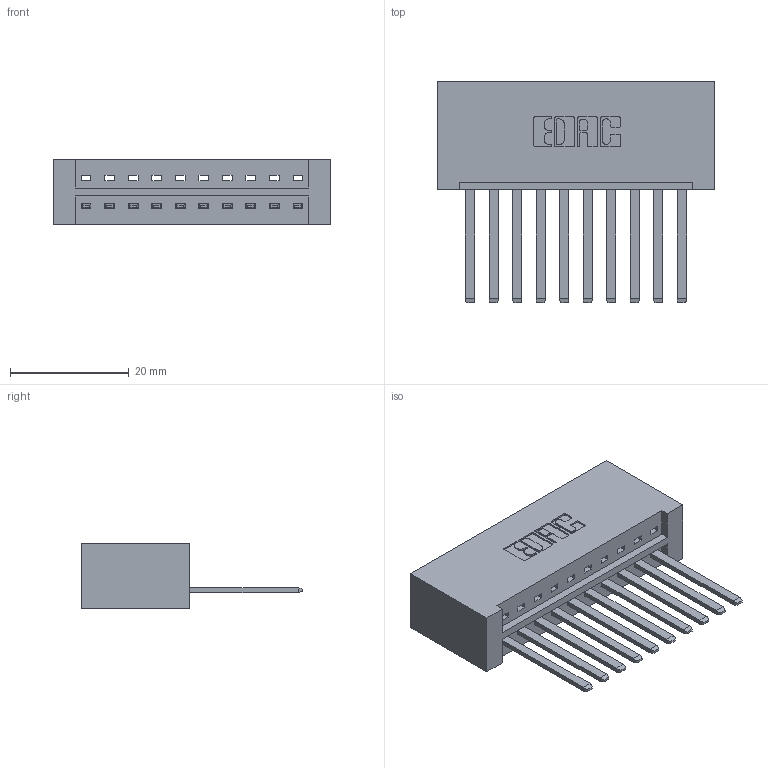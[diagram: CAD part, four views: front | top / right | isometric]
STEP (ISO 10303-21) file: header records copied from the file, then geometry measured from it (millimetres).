
FILE_DESCRIPTION (( 'STEP AP203' ), '1' );
FILE_NAME ('336-010-541-601.STEP', '2020-08-07T19:28:42', ( '' ), ( '' ), 'SwSTEP 2.0', 'SolidWorks 2020', '' );
FILE_SCHEMA (( 'CONFIG_CONTROL_DESIGN' ));
Length unit declared in the file: inch
Products named in the file (3): 336-010-541-601; 336-290-001_336-290-541; 336 Part_Lugless
Assembly tree (11 placements, depth 2):
  336-010-541-601
    336 Part_Lugless
    336-290-001_336-290-541  x10
Bounding box: 46.74 x 37.34 x 11.1 mm (x, y, z)
Volume: 7420.6 mm3; surface area: 7702.3 mm2
Topology: 11 solids, 11 shells, 606 faces, 1827 edges, 1210 vertices
Faces by surface type: plane 406, cylinder 200
Entity records: 11014 total; most frequent: CARTESIAN_POINT 2007, ORIENTED_EDGE 1854, DIRECTION 1651, EDGE_CURVE 927, VECTOR 803, LINE 803, VERTEX_POINT 616, AXIS2_PLACEMENT_3D 424
